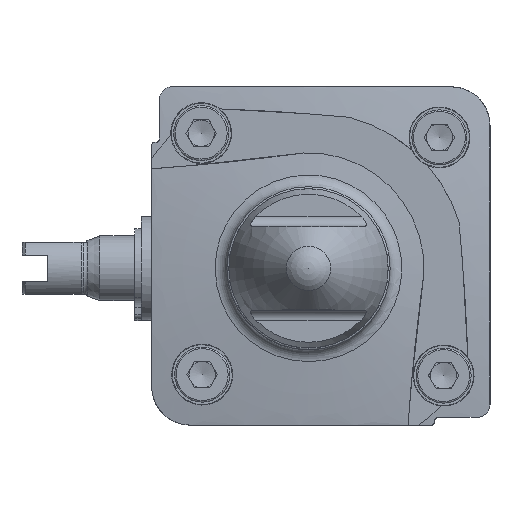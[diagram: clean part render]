
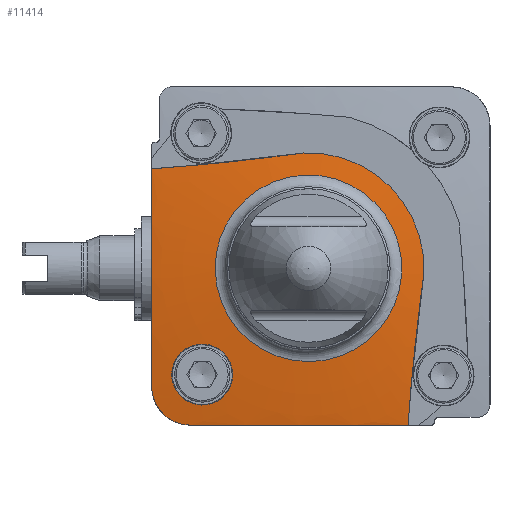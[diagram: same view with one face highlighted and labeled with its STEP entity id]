
A CAD part, left-side view. The second image highlights one B-rep face of the part: STEP entity #11414.
In plain terms, the highlighted toroidal (fillet/blend) face has major radius 16.14 mm and minor radius 277.75 mm.
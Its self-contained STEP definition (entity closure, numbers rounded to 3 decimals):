
#49=DEGENERATE_TOROIDAL_SURFACE('',#12035,16.14,277.75,
 .F.);
#318=B_SPLINE_CURVE_WITH_KNOTS('',3,(#16461,#16462,#16463,#16464,#16465),
 .UNSPECIFIED.,.F.,.F.,(4,1,4),(1.671,1.688,1.705),
 .UNSPECIFIED.);
#319=B_SPLINE_CURVE_WITH_KNOTS('',3,(#16468,#16469,#16470,#16471),
 .UNSPECIFIED.,.F.,.F.,(4,4),(0.,0.024),
 .UNSPECIFIED.);
#320=B_SPLINE_CURVE_WITH_KNOTS('',3,(#16475,#16476,#16477,#16478),
 .UNSPECIFIED.,.F.,.F.,(4,4),(0.,0.024),
 .UNSPECIFIED.);
#321=B_SPLINE_CURVE_WITH_KNOTS('',3,(#16480,#16481,#16482,#16483,#16484),
 .UNSPECIFIED.,.F.,.F.,(4,1,4),(1.668,1.684,1.701),
 .UNSPECIFIED.);
#322=B_SPLINE_CURVE_WITH_KNOTS('',3,(#16486,#16487,#16488,#16489,#16490,
#16491),.UNSPECIFIED.,.F.,.F.,(4,1,1,4),(0.,0.002,
0.005,0.009),.UNSPECIFIED.);
#323=B_SPLINE_CURVE_WITH_KNOTS('',3,(#16492,#16493,#16494,#16495,#16496,
#16497,#16498,#16499,#16500,#16501,#16502),.UNSPECIFIED.,.T.,.F.,(1,1,1,
1,1,1,1,1,1,1,1,1,1,1,1),(-0.011,-0.007,-0.004,
0.,0.004,0.007,0.011,0.015,
0.018,0.022,0.026,0.03,
0.033,0.037,0.041),.UNSPECIFIED.);
#708=CIRCLE('',#12036,14.397);
#709=CIRCLE('',#12037,17.81);
#1568=ORIENTED_EDGE('',*,*,#3713,.T.);
#1569=ORIENTED_EDGE('',*,*,#3714,.F.);
#1570=ORIENTED_EDGE('',*,*,#3715,.T.);
#1571=ORIENTED_EDGE('',*,*,#3716,.F.);
#1572=ORIENTED_EDGE('',*,*,#3717,.T.);
#1573=ORIENTED_EDGE('',*,*,#3718,.F.);
#1574=ORIENTED_EDGE('',*,*,#3719,.F.);
#1575=ORIENTED_EDGE('',*,*,#3720,.T.);
#3713=EDGE_CURVE('',#4753,#4753,#708,.T.);
#3714=EDGE_CURVE('',#4754,#4755,#318,.T.);
#3715=EDGE_CURVE('',#4754,#4756,#319,.T.);
#3716=EDGE_CURVE('',#4757,#4756,#709,.T.);
#3717=EDGE_CURVE('',#4757,#4758,#320,.T.);
#3718=EDGE_CURVE('',#4759,#4758,#321,.T.);
#3719=EDGE_CURVE('',#4755,#4759,#322,.T.);
#3720=EDGE_CURVE('',#4760,#4760,#323,.T.);
#4753=VERTEX_POINT('',#16460);
#4754=VERTEX_POINT('',#16466);
#4755=VERTEX_POINT('',#16467);
#4756=VERTEX_POINT('',#16472);
#4757=VERTEX_POINT('',#16474);
#4758=VERTEX_POINT('',#16479);
#4759=VERTEX_POINT('',#16485);
#4760=VERTEX_POINT('',#16503);
#6388=EDGE_LOOP('',(#1568));
#6389=EDGE_LOOP('',(#1569,#1570,#1571,#1572,#1573,#1574));
#6390=EDGE_LOOP('',(#1575));
#7046=FACE_BOUND('',#6388,.T.);
#7047=FACE_BOUND('',#6389,.T.);
#7048=FACE_BOUND('',#6390,.T.);
#11414=ADVANCED_FACE('',(#7046,#7047,#7048),#49,.F.);
#12035=AXIS2_PLACEMENT_3D('',#16458,#13335,#13336);
#12036=AXIS2_PLACEMENT_3D('',#16459,#13337,#13338);
#12037=AXIS2_PLACEMENT_3D('',#16473,#13339,#13340);
#13335=DIRECTION('',(1.,0.,0.));
#13336=DIRECTION('',(0.,0.,-1.));
#13337=DIRECTION('',(1.,0.,0.));
#13338=DIRECTION('',(0.,0.,-1.));
#13339=DIRECTION('',(1.,0.,0.));
#13340=DIRECTION('',(0.,0.,-1.));
#16458=CARTESIAN_POINT('',(216.67,0.,0.));
#16459=CARTESIAN_POINT('',(-59.396,0.,0.));
#16460=CARTESIAN_POINT('',(-59.396,0.,-14.397));
#16461=CARTESIAN_POINT('',(-57.444,-15.346,-24.2));
#16462=CARTESIAN_POINT('',(-57.932,-9.766,-24.2));
#16463=CARTESIAN_POINT('',(-58.421,1.453,-24.2));
#16464=CARTESIAN_POINT('',(-57.741,12.631,-24.2));
#16465=CARTESIAN_POINT('',(-57.173,18.2,-24.2));
#16466=CARTESIAN_POINT('',(-57.444,-15.346,-24.2));
#16467=CARTESIAN_POINT('',(-57.173,18.2,-24.2));
#16468=CARTESIAN_POINT('',(-57.444,-15.346,-24.2));
#16469=CARTESIAN_POINT('',(-58.47,-15.913,-16.402));
#16470=CARTESIAN_POINT('',(-59.086,-16.726,-8.603));
#16471=CARTESIAN_POINT('',(-58.997,-17.793,-0.783));
#16472=CARTESIAN_POINT('',(-58.997,-17.793,-0.783));
#16473=CARTESIAN_POINT('',(-58.997,0.,0.));
#16474=CARTESIAN_POINT('',(-58.997,0.783,17.793));
#16475=CARTESIAN_POINT('',(-58.997,0.783,17.793));
#16476=CARTESIAN_POINT('',(-59.086,8.593,16.727));
#16477=CARTESIAN_POINT('',(-58.47,16.408,15.913));
#16478=CARTESIAN_POINT('',(-57.444,24.2,15.346));
#16479=CARTESIAN_POINT('',(-57.444,24.2,15.346));
#16480=CARTESIAN_POINT('',(-57.173,24.2,-18.2));
#16481=CARTESIAN_POINT('',(-57.741,24.2,-12.628));
#16482=CARTESIAN_POINT('',(-58.421,24.2,-1.437));
#16483=CARTESIAN_POINT('',(-57.932,24.2,9.772));
#16484=CARTESIAN_POINT('',(-57.444,24.2,15.346));
#16485=CARTESIAN_POINT('',(-57.173,24.2,-18.2));
#16486=CARTESIAN_POINT('',(-57.173,18.2,-24.2));
#16487=CARTESIAN_POINT('',(-57.093,18.99,-24.2));
#16488=CARTESIAN_POINT('',(-56.967,20.548,-23.889));
#16489=CARTESIAN_POINT('',(-56.877,23.225,-22.11));
#16490=CARTESIAN_POINT('',(-57.013,24.2,-19.779));
#16491=CARTESIAN_POINT('',(-57.173,24.2,-18.2));
#16492=CARTESIAN_POINT('',(-58.751,11.187,-16.387));
#16493=CARTESIAN_POINT('',(-58.211,12.7,-20.057));
#16494=CARTESIAN_POINT('',(-57.707,16.353,-21.604));
#16495=CARTESIAN_POINT('',(-57.5,20.064,-20.103));
#16496=CARTESIAN_POINT('',(-57.702,21.606,-16.401));
#16497=CARTESIAN_POINT('',(-58.205,20.087,-12.732));
#16498=CARTESIAN_POINT('',(-58.745,16.444,-11.189));
#16499=CARTESIAN_POINT('',(-58.996,12.729,-12.686));
#16500=CARTESIAN_POINT('',(-58.751,11.187,-16.387));
#16501=CARTESIAN_POINT('',(-58.211,12.7,-20.057));
#16502=CARTESIAN_POINT('',(-57.707,16.353,-21.604));
#16503=CARTESIAN_POINT('',(-58.217,13.056,-19.703));
